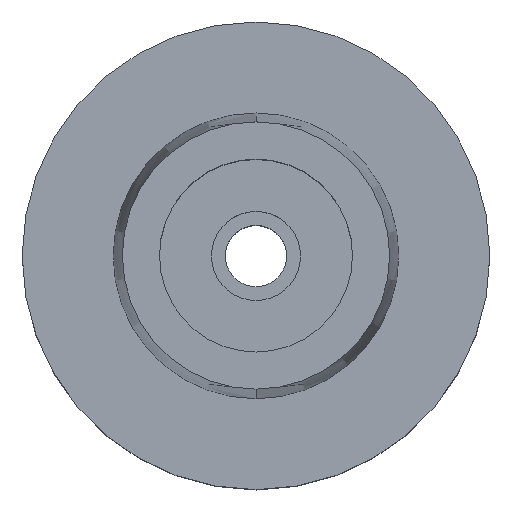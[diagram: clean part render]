
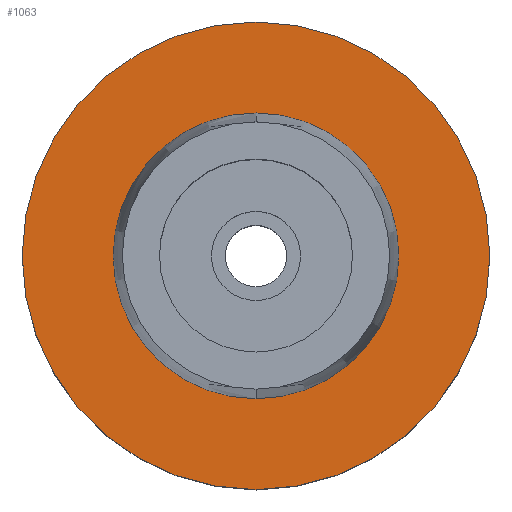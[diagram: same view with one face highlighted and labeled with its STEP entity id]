
A CAD part, top view. The second image highlights one B-rep face of the part: STEP entity #1063.
In plain terms, the highlighted planar face has unit normal (0, 0, 1).
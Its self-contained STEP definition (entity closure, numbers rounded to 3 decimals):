
#51 = CIRCLE ( 'NONE', #2171, 19.25 ) ;
#78 = CIRCLE ( 'NONE', #2339, 31.5 ) ;
#226 = DIRECTION ( 'NONE',  ( 0., -1., 0. ) ) ;
#269 = PLANE ( 'NONE',  #665 ) ;
#352 = CARTESIAN_POINT ( 'NONE',  ( 0., 0., 0. ) ) ;
#369 = EDGE_CURVE ( 'NONE', #2047, #2534, #2807, .T. ) ;
#431 = EDGE_CURVE ( 'NONE', #2534, #2047, #78, .T. ) ;
#443 = DIRECTION ( 'NONE',  ( 0., -1., 0. ) ) ;
#464 = VERTEX_POINT ( 'NONE', #2308 ) ;
#501 = EDGE_CURVE ( 'NONE', #2710, #464, #1934, .T. ) ;
#547 = FACE_BOUND ( 'NONE', #1412, .T. ) ;
#564 = CARTESIAN_POINT ( 'NONE',  ( 0., 31.5, 0. ) ) ;
#653 = ORIENTED_EDGE ( 'NONE', *, *, #369, .F. ) ;
#665 = AXIS2_PLACEMENT_3D ( 'NONE', #1669, #1633, #1413 ) ;
#729 = ORIENTED_EDGE ( 'NONE', *, *, #752, .F. ) ;
#752 = EDGE_CURVE ( 'NONE', #464, #2710, #51, .T. ) ;
#755 = DIRECTION ( 'NONE',  ( 0., 1., 0. ) ) ;
#823 = ORIENTED_EDGE ( 'NONE', *, *, #501, .F. ) ;
#1002 = EDGE_LOOP ( 'NONE', ( #2755, #653 ) ) ;
#1063 = ADVANCED_FACE ( 'NONE', ( #1394, #547 ), #269, .T. ) ;
#1227 = DIRECTION ( 'NONE',  ( 0., 0., -1. ) ) ;
#1394 = FACE_OUTER_BOUND ( 'NONE', #1002, .T. ) ;
#1412 = EDGE_LOOP ( 'NONE', ( #823, #729 ) ) ;
#1413 = DIRECTION ( 'NONE',  ( 1., 0., 0. ) ) ;
#1425 = DIRECTION ( 'NONE',  ( 0., 0., 1. ) ) ;
#1633 = DIRECTION ( 'NONE',  ( 0., 0., 1. ) ) ;
#1669 = CARTESIAN_POINT ( 'NONE',  ( 0., 0., 0. ) ) ;
#1758 = DIRECTION ( 'NONE',  ( 0., 0., 1. ) ) ;
#1770 = DIRECTION ( 'NONE',  ( 0., 0., -1. ) ) ;
#1886 = AXIS2_PLACEMENT_3D ( 'NONE', #352, #1425, #2278 ) ;
#1934 = CIRCLE ( 'NONE', #1886, 19.25 ) ;
#2047 = VERTEX_POINT ( 'NONE', #2409 ) ;
#2171 = AXIS2_PLACEMENT_3D ( 'NONE', #2841, #1758, #226 ) ;
#2234 = CARTESIAN_POINT ( 'NONE',  ( 0., 19.25, 0. ) ) ;
#2278 = DIRECTION ( 'NONE',  ( 0., 1., 0. ) ) ;
#2308 = CARTESIAN_POINT ( 'NONE',  ( 0., -19.25, 0. ) ) ;
#2339 = AXIS2_PLACEMENT_3D ( 'NONE', #2730, #1227, #755 ) ;
#2409 = CARTESIAN_POINT ( 'NONE',  ( 0., -31.5, 0. ) ) ;
#2522 = AXIS2_PLACEMENT_3D ( 'NONE', #2856, #1770, #443 ) ;
#2534 = VERTEX_POINT ( 'NONE', #564 ) ;
#2710 = VERTEX_POINT ( 'NONE', #2234 ) ;
#2730 = CARTESIAN_POINT ( 'NONE',  ( 0., 0., 0. ) ) ;
#2755 = ORIENTED_EDGE ( 'NONE', *, *, #431, .F. ) ;
#2807 = CIRCLE ( 'NONE', #2522, 31.5 ) ;
#2841 = CARTESIAN_POINT ( 'NONE',  ( 0., 0., 0. ) ) ;
#2856 = CARTESIAN_POINT ( 'NONE',  ( 0., 0., 0. ) ) ;
